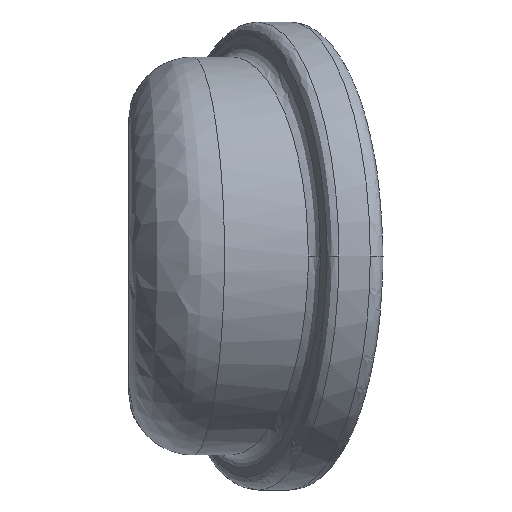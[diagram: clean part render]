
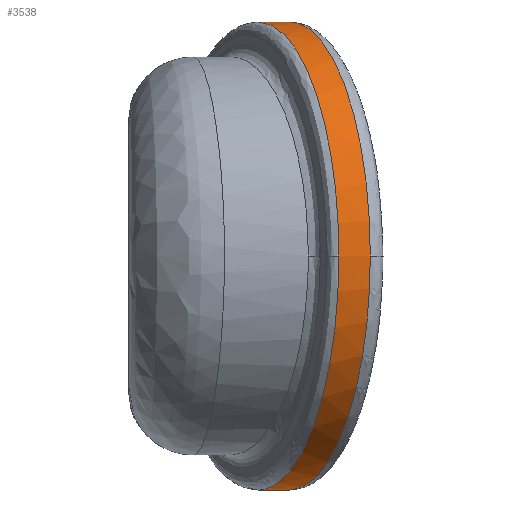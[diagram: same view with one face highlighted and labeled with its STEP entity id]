
A CAD part, left-side view. The second image highlights one B-rep face of the part: STEP entity #3538.
In plain terms, the highlighted cylindrical face has radius 7.35 mm (diameter 14.7 mm), a partial arc.
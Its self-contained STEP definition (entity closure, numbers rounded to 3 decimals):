
#64 = VERTEX_POINT ( 'NONE', #2192 ) ;
#131 = CARTESIAN_POINT ( 'NONE',  ( -7.35, -1.592, -4.306 ) ) ;
#169 = EDGE_LOOP ( 'NONE', ( #1676, #1377, #881, #3284, #350, #3315 ) ) ;
#191 = VERTEX_POINT ( 'NONE', #592 ) ;
#327 = EDGE_CURVE ( 'NONE', #2365, #191, #1199, .T. ) ;
#328 = CARTESIAN_POINT ( 'NONE',  ( -7.35, -2.578, 4.306 ) ) ;
#338 = CARTESIAN_POINT ( 'NONE',  ( -4.306, -1.531, -7.35 ) ) ;
#350 = ORIENTED_EDGE ( 'NONE', *, *, #2191, .T. ) ;
#480 = CARTESIAN_POINT ( 'NONE',  ( -7.35, -2.578, 0. ) ) ;
#525 =( BOUNDED_CURVE ( )  B_SPLINE_CURVE ( 3, ( #3281, #338, #576, #2658 ),
 .UNSPECIFIED., .F., .T. ) 
 B_SPLINE_CURVE_WITH_KNOTS ( ( 4, 4 ),
 ( 4.712, 6.283 ),
 .UNSPECIFIED. ) 
 CURVE ( )  GEOMETRIC_REPRESENTATION_ITEM ( )  RATIONAL_B_SPLINE_CURVE ( ( 1., 0.805, 0.805, 1. ) ) 
 REPRESENTATION_ITEM ( '' )  );
#576 = CARTESIAN_POINT ( 'NONE',  ( -7.35, -2.578, -4.306 ) ) ;
#592 = CARTESIAN_POINT ( 'NONE',  ( -7.35, -1.592, 0. ) ) ;
#597 = EDGE_CURVE ( 'NONE', #64, #1894, #2200, .T. ) ;
#625 = CARTESIAN_POINT ( 'NONE',  ( 0., 0.938, 7.35 ) ) ;
#772 = CYLINDRICAL_SURFACE ( 'NONE', #1278, 7.35 ) ;
#775 = DIRECTION ( 'NONE',  ( 0., -1., 0. ) ) ;
#790 = DIRECTION ( 'NONE',  ( 0., -1., 0. ) ) ;
#881 = ORIENTED_EDGE ( 'NONE', *, *, #3763, .T. ) ;
#1137 = VECTOR ( 'NONE', #775, 1000. ) ;
#1199 =( BOUNDED_CURVE ( )  B_SPLINE_CURVE ( 3, ( #625, #1844, #1824, #3046 ),
 .UNSPECIFIED., .F., .T. ) 
 B_SPLINE_CURVE_WITH_KNOTS ( ( 4, 4 ),
 ( 4.712, 6.283 ),
 .UNSPECIFIED. ) 
 CURVE ( )  GEOMETRIC_REPRESENTATION_ITEM ( )  RATIONAL_B_SPLINE_CURVE ( ( 1., 0.805, 0.805, 1. ) ) 
 REPRESENTATION_ITEM ( '' )  );
#1278 = AXIS2_PLACEMENT_3D ( 'NONE', #1952, #790, #3758 ) ;
#1332 = CARTESIAN_POINT ( 'NONE',  ( 0., 22.82, -7.35 ) ) ;
#1345 = CARTESIAN_POINT ( 'NONE',  ( 0., 0.938, -7.35 ) ) ;
#1377 = ORIENTED_EDGE ( 'NONE', *, *, #327, .T. ) ;
#1515 = CARTESIAN_POINT ( 'NONE',  ( -7.35, -2.578, 0. ) ) ;
#1575 = CARTESIAN_POINT ( 'NONE',  ( 0., -0.049, 7.35 ) ) ;
#1626 = DIRECTION ( 'NONE',  ( 0., -1., 0. ) ) ;
#1676 = ORIENTED_EDGE ( 'NONE', *, *, #2998, .F. ) ;
#1824 = CARTESIAN_POINT ( 'NONE',  ( -7.35, -1.592, 4.306 ) ) ;
#1844 = CARTESIAN_POINT ( 'NONE',  ( -4.306, -0.544, 7.35 ) ) ;
#1894 = VERTEX_POINT ( 'NONE', #2016 ) ;
#1932 = FACE_OUTER_BOUND ( 'NONE', #169, .T. ) ;
#1952 = CARTESIAN_POINT ( 'NONE',  ( 0., 22.82, 0. ) ) ;
#2016 = CARTESIAN_POINT ( 'NONE',  ( 0., -0.049, -7.35 ) ) ;
#2044 = VERTEX_POINT ( 'NONE', #480 ) ;
#2113 =( BOUNDED_CURVE ( )  B_SPLINE_CURVE ( 3, ( #2838, #131, #2928, #1345 ),
 .UNSPECIFIED., .F., .T. ) 
 B_SPLINE_CURVE_WITH_KNOTS ( ( 4, 4 ),
 ( 0., 1.571 ),
 .UNSPECIFIED. ) 
 CURVE ( )  GEOMETRIC_REPRESENTATION_ITEM ( )  RATIONAL_B_SPLINE_CURVE ( ( 1., 0.805, 0.805, 1. ) ) 
 REPRESENTATION_ITEM ( '' )  );
#2191 = EDGE_CURVE ( 'NONE', #1894, #2044, #525, .T. ) ;
#2192 = CARTESIAN_POINT ( 'NONE',  ( 0., 0.938, -7.35 ) ) ;
#2200 = LINE ( 'NONE', #1332, #2844 ) ;
#2306 = VERTEX_POINT ( 'NONE', #3724 ) ;
#2328 = LINE ( 'NONE', #2653, #1137 ) ;
#2365 = VERTEX_POINT ( 'NONE', #2647 ) ;
#2647 = CARTESIAN_POINT ( 'NONE',  ( 0., 0.938, 7.35 ) ) ;
#2653 = CARTESIAN_POINT ( 'NONE',  ( 0., 22.82, 7.35 ) ) ;
#2658 = CARTESIAN_POINT ( 'NONE',  ( -7.35, -2.578, 0. ) ) ;
#2838 = CARTESIAN_POINT ( 'NONE',  ( -7.35, -1.592, 0. ) ) ;
#2844 = VECTOR ( 'NONE', #1626, 1000. ) ;
#2928 = CARTESIAN_POINT ( 'NONE',  ( -4.306, -0.544, -7.35 ) ) ;
#2998 = EDGE_CURVE ( 'NONE', #2365, #2306, #2328, .T. ) ;
#3046 = CARTESIAN_POINT ( 'NONE',  ( -7.35, -1.592, 0. ) ) ;
#3149 = EDGE_CURVE ( 'NONE', #2044, #2306, #3631, .T. ) ;
#3281 = CARTESIAN_POINT ( 'NONE',  ( 0., -0.049, -7.35 ) ) ;
#3284 = ORIENTED_EDGE ( 'NONE', *, *, #597, .T. ) ;
#3315 = ORIENTED_EDGE ( 'NONE', *, *, #3149, .T. ) ;
#3538 = ADVANCED_FACE ( 'NONE', ( #1932 ), #772, .T. ) ;
#3631 =( BOUNDED_CURVE ( )  B_SPLINE_CURVE ( 3, ( #1515, #328, #3953, #1575 ),
 .UNSPECIFIED., .F., .T. ) 
 B_SPLINE_CURVE_WITH_KNOTS ( ( 4, 4 ),
 ( 0., 1.571 ),
 .UNSPECIFIED. ) 
 CURVE ( )  GEOMETRIC_REPRESENTATION_ITEM ( )  RATIONAL_B_SPLINE_CURVE ( ( 1., 0.805, 0.805, 1. ) ) 
 REPRESENTATION_ITEM ( '' )  );
#3724 = CARTESIAN_POINT ( 'NONE',  ( 0., -0.049, 7.35 ) ) ;
#3758 = DIRECTION ( 'NONE',  ( 0., 0., -1. ) ) ;
#3763 = EDGE_CURVE ( 'NONE', #191, #64, #2113, .T. ) ;
#3953 = CARTESIAN_POINT ( 'NONE',  ( -4.306, -1.531, 7.35 ) ) ;
